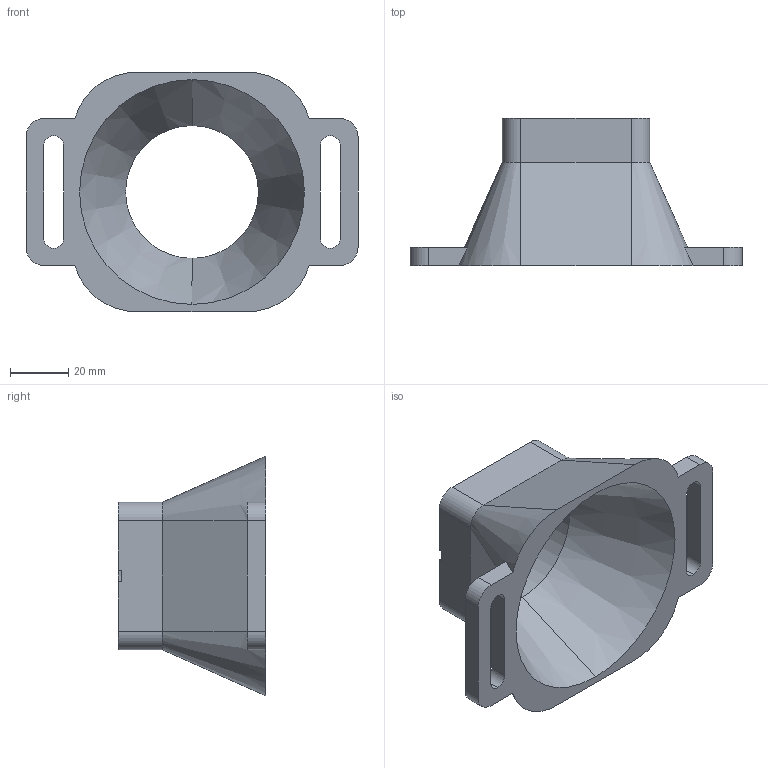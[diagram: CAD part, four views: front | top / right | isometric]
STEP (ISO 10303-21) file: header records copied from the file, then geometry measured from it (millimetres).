
FILE_DESCRIPTION (( 'STEP AP214' ), '1' );
FILE_NAME ('Cone base.step', '2023-02-07T13:42:56', ( '' ), ( '' ), 'SwSTEP 2.0', 'SolidWorks 2022', '' );
FILE_SCHEMA (( 'AUTOMOTIVE_DESIGN' ));
Length unit declared in the file: inch
Products named in the file (1): Cone base
Bounding box: 114.3 x 50.8 x 82.46 mm (x, y, z)
Volume: 66647 mm3; surface area: 29217.7 mm2
Topology: 1 solids, 1 shells, 59 faces, 152 edges, 98 vertices
Faces by surface type: plane 29, cylinder 24, cone 6
Entity records: 1862 total; most frequent: DIRECTION 328, CARTESIAN_POINT 322, ORIENTED_EDGE 304, EDGE_CURVE 152, AXIS2_PLACEMENT_3D 120, VERTEX_POINT 98, LINE 88, VECTOR 88
